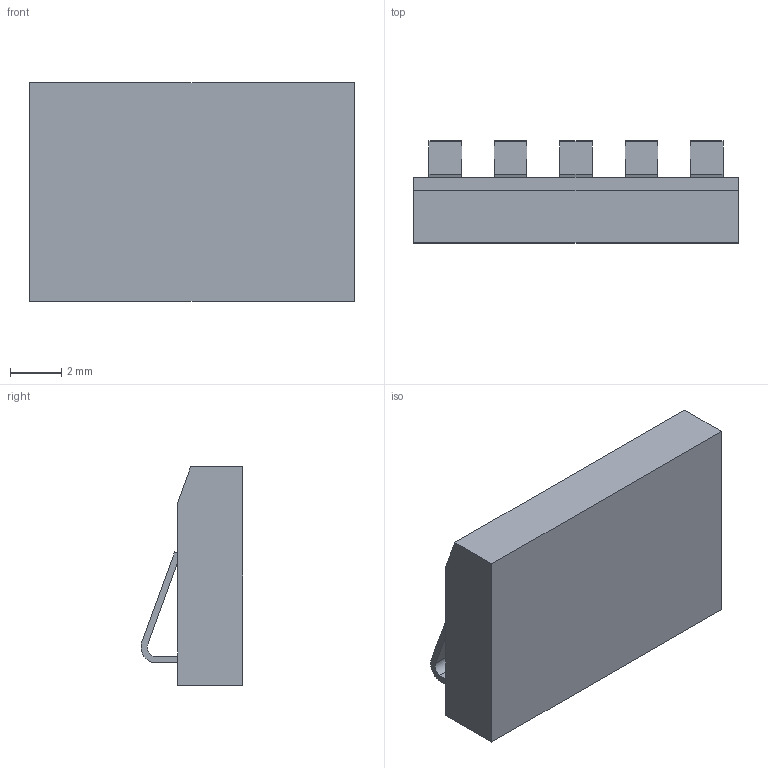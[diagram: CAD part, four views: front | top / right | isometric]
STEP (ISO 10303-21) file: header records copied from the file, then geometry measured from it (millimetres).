
FILE_DESCRIPTION(/* description */ (''),/* implementation_level */ '2;1');
FILE_NAME(/* name */ 'Butterfly.step',/* time_stamp */ '2018-09-29T13:05:29-04:00',/* author */ (''),/* organization */ (''),/* preprocessor_version */ 'ST-DEVELOPER v17.2',/* originating_system */ 'Autodesk Translation Framework v7.6.0.251',/* authorisation */ '');
FILE_SCHEMA (('AUTOMOTIVE_DESIGN { 1 0 10303 214 3 1 1 }'));
Length unit declared in the file: millimetre
Products named in the file (1): Butterfly Housing 1
Bounding box: 12.62 x 3.96 x 8.48 mm (x, y, z)
Volume: 275.9 mm3; surface area: 392.9 mm2
Topology: 1 solids, 1 shells, 57 faces, 165 edges, 110 vertices
Faces by surface type: plane 47, cylinder 10
Entity records: 1912 total; most frequent: CARTESIAN_POINT 333, ORIENTED_EDGE 330, DIRECTION 301, EDGE_CURVE 165, LINE 145, VECTOR 145, VERTEX_POINT 110, AXIS2_PLACEMENT_3D 78
